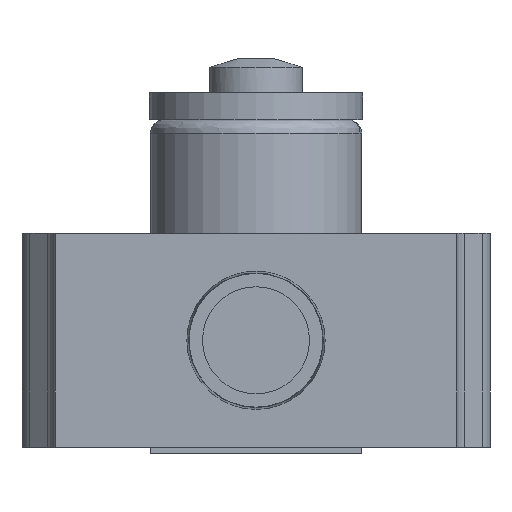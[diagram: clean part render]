
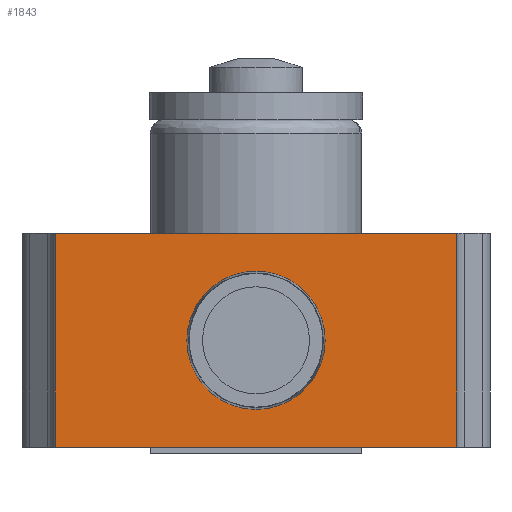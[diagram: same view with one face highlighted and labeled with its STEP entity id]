
A CAD part, front view. The second image highlights one B-rep face of the part: STEP entity #1843.
In plain terms, the highlighted planar face has unit normal (0, -1, 0).
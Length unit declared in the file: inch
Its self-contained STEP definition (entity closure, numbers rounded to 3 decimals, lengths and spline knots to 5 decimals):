
#218 = LINE ( 'NONE', #934, #3916 ) ;
#362 = EDGE_LOOP ( 'NONE', ( #2962, #2679, #3087, #1534 ) ) ;
#367 = CARTESIAN_POINT ( 'NONE',  ( -1.1811, 0., -0.62992 ) ) ;
#387 = AXIS2_PLACEMENT_3D ( 'NONE', #1099, #775, #2183 ) ;
#398 = FACE_BOUND ( 'NONE', #1346, .T. ) ;
#648 = VECTOR ( 'NONE', #1726, 39.37008 ) ;
#669 = VERTEX_POINT ( 'NONE', #1998 ) ;
#772 = CARTESIAN_POINT ( 'NONE',  ( -0.59055, 0., -0.31496 ) ) ;
#775 = DIRECTION ( 'NONE',  ( 0., -1., 0. ) ) ;
#845 = EDGE_CURVE ( 'NONE', #3922, #1901, #218, .T. ) ;
#934 = CARTESIAN_POINT ( 'NONE',  ( 0., 0., 0. ) ) ;
#1006 = CIRCLE ( 'NONE', #1605, 0.20359 ) ;
#1099 = CARTESIAN_POINT ( 'NONE',  ( 0., 0., -0.57087 ) ) ;
#1186 = EDGE_CURVE ( 'NONE', #669, #1901, #4563, .T. ) ;
#1346 = EDGE_LOOP ( 'NONE', ( #1665 ) ) ;
#1349 = DIRECTION ( 'NONE',  ( -1., 0., 0. ) ) ;
#1534 = ORIENTED_EDGE ( 'NONE', *, *, #845, .T. ) ;
#1605 = AXIS2_PLACEMENT_3D ( 'NONE', #772, #2111, #2822 ) ;
#1665 = ORIENTED_EDGE ( 'NONE', *, *, #3698, .T. ) ;
#1671 = DIRECTION ( 'NONE',  ( 0., 0., 1. ) ) ;
#1701 = LINE ( 'NONE', #4170, #648 ) ;
#1726 = DIRECTION ( 'NONE',  ( -1., 0., 0. ) ) ;
#1843 = ADVANCED_FACE ( 'NONE', ( #398, #3545 ), #3942, .T. ) ;
#1901 = VERTEX_POINT ( 'NONE', #3717 ) ;
#1998 = CARTESIAN_POINT ( 'NONE',  ( -1.1811, 0., -0.62992 ) ) ;
#2022 = CARTESIAN_POINT ( 'NONE',  ( 0., 0., -0.62992 ) ) ;
#2081 = DIRECTION ( 'NONE',  ( 0., 0., 1. ) ) ;
#2111 = DIRECTION ( 'NONE',  ( 0., 1., 0. ) ) ;
#2183 = DIRECTION ( 'NONE',  ( -1., 0., 0. ) ) ;
#2334 = CARTESIAN_POINT ( 'NONE',  ( 0., 0., -0.57087 ) ) ;
#2364 = CARTESIAN_POINT ( 'NONE',  ( 0., 0., 0. ) ) ;
#2679 = ORIENTED_EDGE ( 'NONE', *, *, #4437, .F. ) ;
#2822 = DIRECTION ( 'NONE',  ( 1., 0., 0. ) ) ;
#2962 = ORIENTED_EDGE ( 'NONE', *, *, #1186, .F. ) ;
#2996 = VECTOR ( 'NONE', #2081, 39.37008 ) ;
#3085 = LINE ( 'NONE', #2334, #4188 ) ;
#3087 = ORIENTED_EDGE ( 'NONE', *, *, #4228, .T. ) ;
#3329 = CARTESIAN_POINT ( 'NONE',  ( -0.38696, 0., -0.31496 ) ) ;
#3545 = FACE_OUTER_BOUND ( 'NONE', #362, .T. ) ;
#3678 = VERTEX_POINT ( 'NONE', #3329 ) ;
#3698 = EDGE_CURVE ( 'NONE', #3678, #3678, #1006, .T. ) ;
#3717 = CARTESIAN_POINT ( 'NONE',  ( -1.1811, 0., 0. ) ) ;
#3916 = VECTOR ( 'NONE', #1349, 39.37008 ) ;
#3922 = VERTEX_POINT ( 'NONE', #2364 ) ;
#3942 = PLANE ( 'NONE',  #387 ) ;
#4170 = CARTESIAN_POINT ( 'NONE',  ( -1.27953, 0., -0.62992 ) ) ;
#4188 = VECTOR ( 'NONE', #1671, 39.37008 ) ;
#4228 = EDGE_CURVE ( 'NONE', #4259, #3922, #3085, .T. ) ;
#4259 = VERTEX_POINT ( 'NONE', #2022 ) ;
#4437 = EDGE_CURVE ( 'NONE', #4259, #669, #1701, .T. ) ;
#4563 = LINE ( 'NONE', #367, #2996 ) ;
